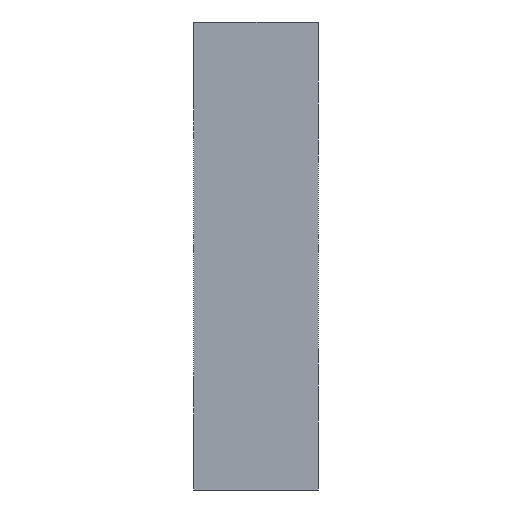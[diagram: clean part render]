
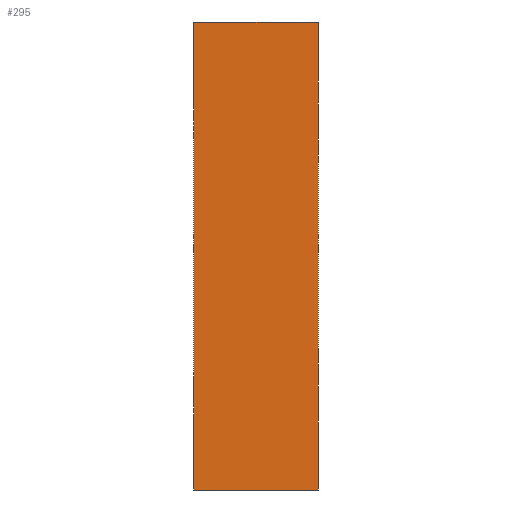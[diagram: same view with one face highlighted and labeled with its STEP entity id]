
A CAD part, left-side view. The second image highlights one B-rep face of the part: STEP entity #295.
In plain terms, the highlighted planar face has unit normal (-1, 0, 0).
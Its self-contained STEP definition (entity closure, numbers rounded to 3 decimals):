
#33=PLANE('',#343);
#51=FACE_OUTER_BOUND('',#73,.T.);
#73=EDGE_LOOP('',(#249,#250,#251,#252));
#99=LINE('',#504,#119);
#100=LINE('',#507,#120);
#101=LINE('',#509,#121);
#102=LINE('',#510,#122);
#119=VECTOR('',#423,10.);
#120=VECTOR('',#426,10.);
#121=VECTOR('',#427,10.);
#122=VECTOR('',#428,10.);
#161=VERTEX_POINT('',#500);
#162=VERTEX_POINT('',#502);
#163=VERTEX_POINT('',#506);
#164=VERTEX_POINT('',#508);
#195=EDGE_CURVE('',#161,#162,#99,.T.);
#196=EDGE_CURVE('',#161,#163,#100,.T.);
#197=EDGE_CURVE('',#164,#162,#101,.T.);
#198=EDGE_CURVE('',#163,#164,#102,.T.);
#249=ORIENTED_EDGE('',*,*,#196,.F.);
#250=ORIENTED_EDGE('',*,*,#195,.T.);
#251=ORIENTED_EDGE('',*,*,#197,.F.);
#252=ORIENTED_EDGE('',*,*,#198,.F.);
#295=ADVANCED_FACE('',(#51),#33,.T.);
#343=AXIS2_PLACEMENT_3D('',#505,#424,#425);
#423=DIRECTION('',(0.,-1.,0.));
#424=DIRECTION('center_axis',(-1.,0.,0.));
#425=DIRECTION('ref_axis',(0.,0.,-1.));
#426=DIRECTION('',(0.,0.,1.));
#427=DIRECTION('',(0.,0.,-1.));
#428=DIRECTION('',(0.,-1.,0.));
#500=CARTESIAN_POINT('',(-115.,-107.,0.));
#502=CARTESIAN_POINT('',(-115.,-115.,0.));
#504=CARTESIAN_POINT('',(-115.,-107.,0.));
#505=CARTESIAN_POINT('Origin',(-115.,-107.,30.));
#506=CARTESIAN_POINT('',(-115.,-107.,30.));
#507=CARTESIAN_POINT('',(-115.,-107.,0.));
#508=CARTESIAN_POINT('',(-115.,-115.,30.));
#509=CARTESIAN_POINT('',(-115.,-115.,0.));
#510=CARTESIAN_POINT('',(-115.,-107.,30.));
